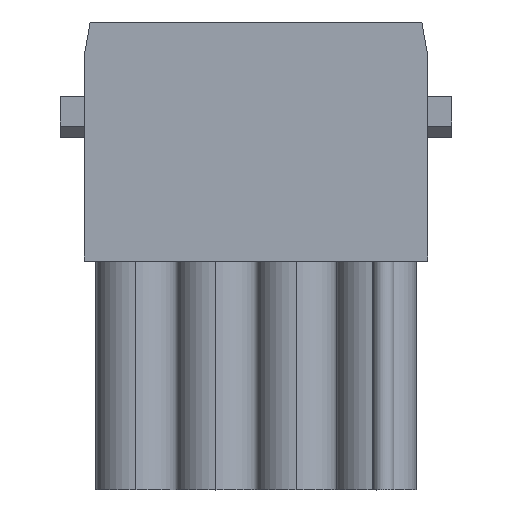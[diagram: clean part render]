
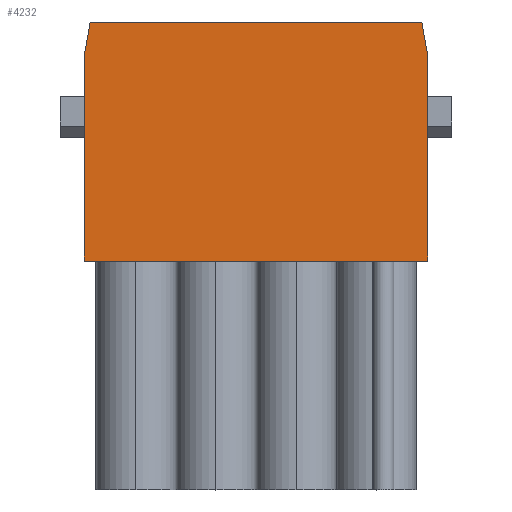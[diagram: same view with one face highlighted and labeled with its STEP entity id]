
A CAD part, top view. The second image highlights one B-rep face of the part: STEP entity #4232.
In plain terms, the highlighted planar face has unit normal (0, 0, 1).
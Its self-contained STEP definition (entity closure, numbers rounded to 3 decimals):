
#175 = EDGE_CURVE ( 'NONE', #5986, #3200, #4979, .T. ) ;
#315 = VECTOR ( 'NONE', #6410, 1000. ) ;
#549 = VERTEX_POINT ( 'NONE', #7401 ) ;
#607 = EDGE_LOOP ( 'NONE', ( #1496, #3702, #6479, #1508, #4976, #6284 ) ) ;
#759 = CARTESIAN_POINT ( 'NONE',  ( 0., 0., 7.3 ) ) ;
#952 = CARTESIAN_POINT ( 'NONE',  ( -15., -20.45, 7.3 ) ) ;
#968 = EDGE_CURVE ( 'NONE', #6235, #549, #2834, .T. ) ;
#1302 = DIRECTION ( 'NONE',  ( 1., 0., 0. ) ) ;
#1374 = LINE ( 'NONE', #952, #7739 ) ;
#1394 = VECTOR ( 'NONE', #3492, 1000. ) ;
#1496 = ORIENTED_EDGE ( 'NONE', *, *, #968, .T. ) ;
#1508 = ORIENTED_EDGE ( 'NONE', *, *, #5853, .T. ) ;
#1729 = PLANE ( 'NONE',  #8052 ) ;
#2268 = EDGE_CURVE ( 'NONE', #3282, #7015, #1374, .T. ) ;
#2613 = CARTESIAN_POINT ( 'NONE',  ( -15., -0.45, 7.3 ) ) ;
#2834 = LINE ( 'NONE', #5392, #8894 ) ;
#3200 = VERTEX_POINT ( 'NONE', #3791 ) ;
#3241 = CARTESIAN_POINT ( 'NONE',  ( -15., 20.45, 7.3 ) ) ;
#3282 = VERTEX_POINT ( 'NONE', #8673 ) ;
#3335 = LINE ( 'NONE', #4025, #6372 ) ;
#3421 = EDGE_CURVE ( 'NONE', #549, #3200, #4582, .T. ) ;
#3492 = DIRECTION ( 'NONE',  ( -0.174, 0.985, 0. ) ) ;
#3592 = CARTESIAN_POINT ( 'NONE',  ( -14.5, 20.45, 7.3 ) ) ;
#3702 = ORIENTED_EDGE ( 'NONE', *, *, #3421, .T. ) ;
#3784 = DIRECTION ( 'NONE',  ( 0., -1., 0. ) ) ;
#3791 = CARTESIAN_POINT ( 'NONE',  ( 14.5, 20.45, 7.3 ) ) ;
#4025 = CARTESIAN_POINT ( 'NONE',  ( 0., -0.45, 7.3 ) ) ;
#4232 = ADVANCED_FACE ( 'NONE', ( #8283 ), #1729, .F. ) ;
#4318 = DIRECTION ( 'NONE',  ( 0., 0., -1. ) ) ;
#4582 = LINE ( 'NONE', #6993, #1394 ) ;
#4976 = ORIENTED_EDGE ( 'NONE', *, *, #2268, .T. ) ;
#4979 = LINE ( 'NONE', #3241, #8075 ) ;
#5392 = CARTESIAN_POINT ( 'NONE',  ( 15., -20.45, 7.3 ) ) ;
#5429 = CARTESIAN_POINT ( 'NONE',  ( 15., -0.45, 7.3 ) ) ;
#5853 = EDGE_CURVE ( 'NONE', #5986, #3282, #6455, .T. ) ;
#5900 = CARTESIAN_POINT ( 'NONE',  ( -14.5, 20.45, 7.3 ) ) ;
#5986 = VERTEX_POINT ( 'NONE', #5900 ) ;
#6235 = VERTEX_POINT ( 'NONE', #5429 ) ;
#6284 = ORIENTED_EDGE ( 'NONE', *, *, #6755, .T. ) ;
#6372 = VECTOR ( 'NONE', #1302, 1000. ) ;
#6410 = DIRECTION ( 'NONE',  ( -0.174, -0.985, 0. ) ) ;
#6455 = LINE ( 'NONE', #3592, #315 ) ;
#6479 = ORIENTED_EDGE ( 'NONE', *, *, #175, .F. ) ;
#6755 = EDGE_CURVE ( 'NONE', #7015, #6235, #3335, .T. ) ;
#6993 = CARTESIAN_POINT ( 'NONE',  ( 14.5, 20.45, 7.3 ) ) ;
#7015 = VERTEX_POINT ( 'NONE', #2613 ) ;
#7363 = DIRECTION ( 'NONE',  ( 0., 1., 0. ) ) ;
#7401 = CARTESIAN_POINT ( 'NONE',  ( 15., 17.614, 7.3 ) ) ;
#7411 = DIRECTION ( 'NONE',  ( 0., -1., 0. ) ) ;
#7739 = VECTOR ( 'NONE', #3784, 1000. ) ;
#8052 = AXIS2_PLACEMENT_3D ( 'NONE', #759, #4318, #7411 ) ;
#8075 = VECTOR ( 'NONE', #9114, 1000. ) ;
#8283 = FACE_OUTER_BOUND ( 'NONE', #607, .T. ) ;
#8673 = CARTESIAN_POINT ( 'NONE',  ( -15., 17.614, 7.3 ) ) ;
#8894 = VECTOR ( 'NONE', #7363, 1000. ) ;
#9114 = DIRECTION ( 'NONE',  ( 1., 0., 0. ) ) ;
